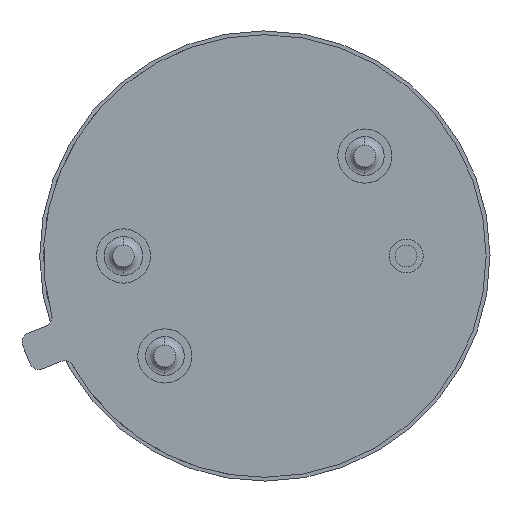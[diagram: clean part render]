
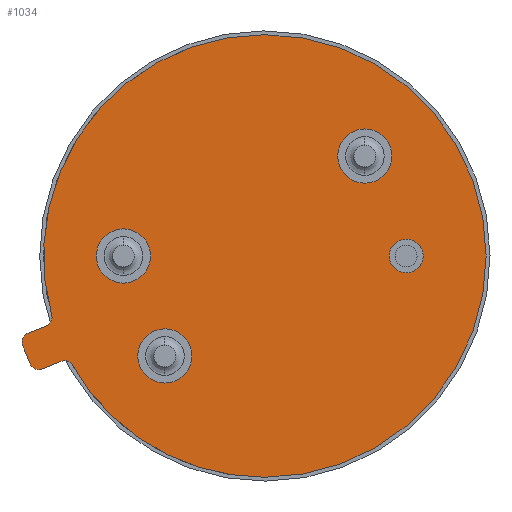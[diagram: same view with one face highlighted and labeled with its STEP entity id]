
A CAD part, front view. The second image highlights one B-rep face of the part: STEP entity #1034.
In plain terms, the highlighted planar face has unit normal (0, -1, 0).
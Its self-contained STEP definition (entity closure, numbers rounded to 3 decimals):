
#532=CARTESIAN_POINT('',(0.,0.,0.));
#533=DIRECTION('',(0.,-1.,0.));
#534=DIRECTION('',(0.,0.,1.));
#535=AXIS2_PLACEMENT_3D('',#532,#533,#534);
#537=CARTESIAN_POINT('',(0.,0.,0.));
#538=DIRECTION('',(0.,-1.,0.));
#539=DIRECTION('',(0.,0.,-1.));
#540=AXIS2_PLACEMENT_3D('',#537,#538,#539);
#542=CARTESIAN_POINT('',(0.,0.,0.));
#543=DIRECTION('',(0.,-1.,0.));
#544=DIRECTION('',(-0.874,0.,-0.486));
#545=AXIS2_PLACEMENT_3D('',#542,#543,#544);
#547=CARTESIAN_POINT('',(-4.135,0.,-2.362));
#548=DIRECTION('',(0.,1.,0.));
#549=DIRECTION('',(0.,0.,1.));
#550=AXIS2_PLACEMENT_3D('',#547,#548,#549);
#552=CARTESIAN_POINT('',(-4.135,0.,-2.362));
#553=DIRECTION('',(0.,1.,0.));
#554=DIRECTION('',(-0.382,0.,0.924));
#555=AXIS2_PLACEMENT_3D('',#552,#553,#554);
#557=DIRECTION('',(0.924,0.,0.382));
#558=VECTOR('',#557,0.406);
#559=CARTESIAN_POINT('',(-4.586,0.,-2.333));
#560=LINE('',#559,#558);
#561=CARTESIAN_POINT('',(-4.663,0.,-2.148));
#562=DIRECTION('',(0.,-1.,0.));
#563=DIRECTION('',(0.,0.,-1.));
#564=AXIS2_PLACEMENT_3D('',#561,#562,#563);
#566=CARTESIAN_POINT('',(-4.663,0.,-2.148));
#567=DIRECTION('',(0.,-1.,0.));
#568=DIRECTION('',(-0.924,0.,-0.383));
#569=AXIS2_PLACEMENT_3D('',#566,#567,#568);
#571=DIRECTION('',(0.383,0.,-0.924));
#572=VECTOR('',#571,0.399);
#573=CARTESIAN_POINT('',(-5.,0.,-1.856));
#574=LINE('',#573,#572);
#575=CARTESIAN_POINT('',(-4.816,0.,-1.78));
#576=DIRECTION('',(0.,-1.,0.));
#577=DIRECTION('',(-0.376,0.,0.927));
#578=AXIS2_PLACEMENT_3D('',#575,#576,#577);
#580=DIRECTION('',(-0.927,0.,-0.376));
#581=VECTOR('',#580,0.403);
#582=CARTESIAN_POINT('',(-4.517,0.,-1.443));
#583=LINE('',#582,#581);
#584=CARTESIAN_POINT('',(-4.592,0.,-1.257));
#585=DIRECTION('',(0.,1.,0.));
#586=DIRECTION('',(1.,0.,-0.022));
#587=AXIS2_PLACEMENT_3D('',#584,#585,#586);
#589=CARTESIAN_POINT('',(2.065,0.,2.065));
#590=DIRECTION('',(0.,1.,0.));
#591=DIRECTION('',(0.,0.,1.));
#592=AXIS2_PLACEMENT_3D('',#589,#590,#591);
#594=CARTESIAN_POINT('',(2.065,0.,2.065));
#595=DIRECTION('',(0.,1.,0.));
#596=DIRECTION('',(0.,0.,-1.));
#597=AXIS2_PLACEMENT_3D('',#594,#595,#596);
#599=CARTESIAN_POINT('',(-2.065,0.,-2.065));
#600=DIRECTION('',(0.,1.,0.));
#601=DIRECTION('',(0.,0.,1.));
#602=AXIS2_PLACEMENT_3D('',#599,#600,#601);
#604=CARTESIAN_POINT('',(-2.065,0.,-2.065));
#605=DIRECTION('',(0.,1.,0.));
#606=DIRECTION('',(0.,0.,-1.));
#607=AXIS2_PLACEMENT_3D('',#604,#605,#606);
#609=CARTESIAN_POINT('',(2.92,0.,0.));
#610=DIRECTION('',(0.,1.,0.));
#611=DIRECTION('',(0.,0.,1.));
#612=AXIS2_PLACEMENT_3D('',#609,#610,#611);
#614=CARTESIAN_POINT('',(2.92,0.,0.));
#615=DIRECTION('',(0.,1.,0.));
#616=DIRECTION('',(0.,0.,-1.));
#617=AXIS2_PLACEMENT_3D('',#614,#615,#616);
#619=CARTESIAN_POINT('',(-2.92,0.,0.));
#620=DIRECTION('',(0.,1.,0.));
#621=DIRECTION('',(0.,0.,1.));
#622=AXIS2_PLACEMENT_3D('',#619,#620,#621);
#624=CARTESIAN_POINT('',(-2.92,0.,0.));
#625=DIRECTION('',(0.,1.,0.));
#626=DIRECTION('',(0.,0.,-1.));
#627=AXIS2_PLACEMENT_3D('',#624,#625,#626);
#783=CARTESIAN_POINT('',(-2.065,0.,-1.505));
#785=VERTEX_POINT('',#783);
#787=CARTESIAN_POINT('',(-4.392,0.,-1.262));
#789=VERTEX_POINT('',#787);
#795=CARTESIAN_POINT('',(-3.995,0.,
-2.219));
#796=CARTESIAN_POINT('',(0.,0.,-4.57));
#797=VERTEX_POINT('',#795);
#798=VERTEX_POINT('',#796);
#807=CARTESIAN_POINT('',(-4.211,0.,-2.177));
#808=CARTESIAN_POINT('',(-4.135,0.,-2.162));
#809=VERTEX_POINT('',#807);
#810=VERTEX_POINT('',#808);
#813=CARTESIAN_POINT('',(-2.92,0.,-0.56));
#814=CARTESIAN_POINT('',(-2.92,0.,0.56));
#815=VERTEX_POINT('',#813);
#816=VERTEX_POINT('',#814);
#821=CARTESIAN_POINT('',(-5.,0.,-1.856));
#822=CARTESIAN_POINT('',(-4.848,0.,-2.225));
#823=VERTEX_POINT('',#821);
#824=VERTEX_POINT('',#822);
#831=CARTESIAN_POINT('',(2.92,0.,-0.35));
#832=CARTESIAN_POINT('',(2.92,0.,0.35));
#833=VERTEX_POINT('',#831);
#834=VERTEX_POINT('',#832);
#836=CARTESIAN_POINT('',(-4.517,0.,-1.443));
#838=VERTEX_POINT('',#836);
#843=CARTESIAN_POINT('',(-2.065,0.,-2.625));
#844=VERTEX_POINT('',#843);
#851=CARTESIAN_POINT('',(-4.586,0.,-2.333));
#852=VERTEX_POINT('',#851);
#853=CARTESIAN_POINT('',(0.,0.,4.57));
#854=VERTEX_POINT('',#853);
#855=CARTESIAN_POINT('',(2.065,0.,1.505));
#856=VERTEX_POINT('',#855);
#857=CARTESIAN_POINT('',(-4.663,0.,-2.348));
#858=VERTEX_POINT('',#857);
#859=CARTESIAN_POINT('',(-4.891,0.,-1.594));
#860=VERTEX_POINT('',#859);
#867=CARTESIAN_POINT('',(2.065,0.,2.625));
#868=VERTEX_POINT('',#867);
#980=CARTESIAN_POINT('',(0.,0.,0.));
#981=DIRECTION('',(0.,-1.,0.));
#982=DIRECTION('',(0.,0.,-1.));
#983=AXIS2_PLACEMENT_3D('',#980,#981,#982);
#984=PLANE('',#983);
#985=ORIENTED_EDGE('',*,*,#970,.F.);
#987=ORIENTED_EDGE('',*,*,#986,.F.);
#989=ORIENTED_EDGE('',*,*,#988,.F.);
#991=ORIENTED_EDGE('',*,*,#990,.F.);
#993=ORIENTED_EDGE('',*,*,#992,.F.);
#995=ORIENTED_EDGE('',*,*,#994,.F.);
#997=ORIENTED_EDGE('',*,*,#996,.F.);
#999=ORIENTED_EDGE('',*,*,#998,.F.);
#1001=ORIENTED_EDGE('',*,*,#1000,.F.);
#1003=ORIENTED_EDGE('',*,*,#1002,.F.);
#1005=ORIENTED_EDGE('',*,*,#1004,.F.);
#1007=ORIENTED_EDGE('',*,*,#1006,.F.);
#1008=EDGE_LOOP('',(#985,#987,#989,#991,#993,#995,#997,#999,#1001,#1003,#1005,
#1007));
#1009=FACE_OUTER_BOUND('',#1008,.F.);
#1011=ORIENTED_EDGE('',*,*,#1010,.F.);
#1013=ORIENTED_EDGE('',*,*,#1012,.F.);
#1014=EDGE_LOOP('',(#1011,#1013));
#1015=FACE_BOUND('',#1014,.F.);
#1017=ORIENTED_EDGE('',*,*,#1016,.F.);
#1019=ORIENTED_EDGE('',*,*,#1018,.F.);
#1020=EDGE_LOOP('',(#1017,#1019));
#1021=FACE_BOUND('',#1020,.F.);
#1023=ORIENTED_EDGE('',*,*,#1022,.F.);
#1025=ORIENTED_EDGE('',*,*,#1024,.F.);
#1026=EDGE_LOOP('',(#1023,#1025));
#1027=FACE_BOUND('',#1026,.F.);
#1029=ORIENTED_EDGE('',*,*,#1028,.F.);
#1031=ORIENTED_EDGE('',*,*,#1030,.F.);
#1032=EDGE_LOOP('',(#1029,#1031));
#1033=FACE_BOUND('',#1032,.F.);
#536=CIRCLE('',#535,4.57);
#541=CIRCLE('',#540,4.57);
#546=CIRCLE('',#545,4.57);
#551=CIRCLE('',#550,0.2);
#556=CIRCLE('',#555,0.2);
#565=CIRCLE('',#564,0.2);
#570=CIRCLE('',#569,0.2);
#579=CIRCLE('',#578,0.2);
#588=CIRCLE('',#587,0.2);
#593=CIRCLE('',#592,0.56);
#598=CIRCLE('',#597,0.56);
#603=CIRCLE('',#602,0.56);
#608=CIRCLE('',#607,0.56);
#613=CIRCLE('',#612,0.35);
#618=CIRCLE('',#617,0.35);
#623=CIRCLE('',#622,0.56);
#628=CIRCLE('',#627,0.56);
#970=EDGE_CURVE('',#854,#789,#536,.T.);
#986=EDGE_CURVE('',#798,#854,#541,.T.);
#988=EDGE_CURVE('',#797,#798,#546,.T.);
#990=EDGE_CURVE('',#810,#797,#551,.T.);
#992=EDGE_CURVE('',#809,#810,#556,.T.);
#994=EDGE_CURVE('',#852,#809,#560,.T.);
#996=EDGE_CURVE('',#858,#852,#565,.T.);
#998=EDGE_CURVE('',#824,#858,#570,.T.);
#1000=EDGE_CURVE('',#823,#824,#574,.T.);
#1002=EDGE_CURVE('',#860,#823,#579,.T.);
#1004=EDGE_CURVE('',#838,#860,#583,.T.);
#1006=EDGE_CURVE('',#789,#838,#588,.T.);
#1010=EDGE_CURVE('',#868,#856,#593,.T.);
#1012=EDGE_CURVE('',#856,#868,#598,.T.);
#1016=EDGE_CURVE('',#785,#844,#603,.T.);
#1018=EDGE_CURVE('',#844,#785,#608,.T.);
#1022=EDGE_CURVE('',#834,#833,#613,.T.);
#1024=EDGE_CURVE('',#833,#834,#618,.T.);
#1028=EDGE_CURVE('',#816,#815,#623,.T.);
#1030=EDGE_CURVE('',#815,#816,#628,.T.);
#1034=ADVANCED_FACE('',(#1009,#1015,#1021,#1027,#1033),#984,.T.);
